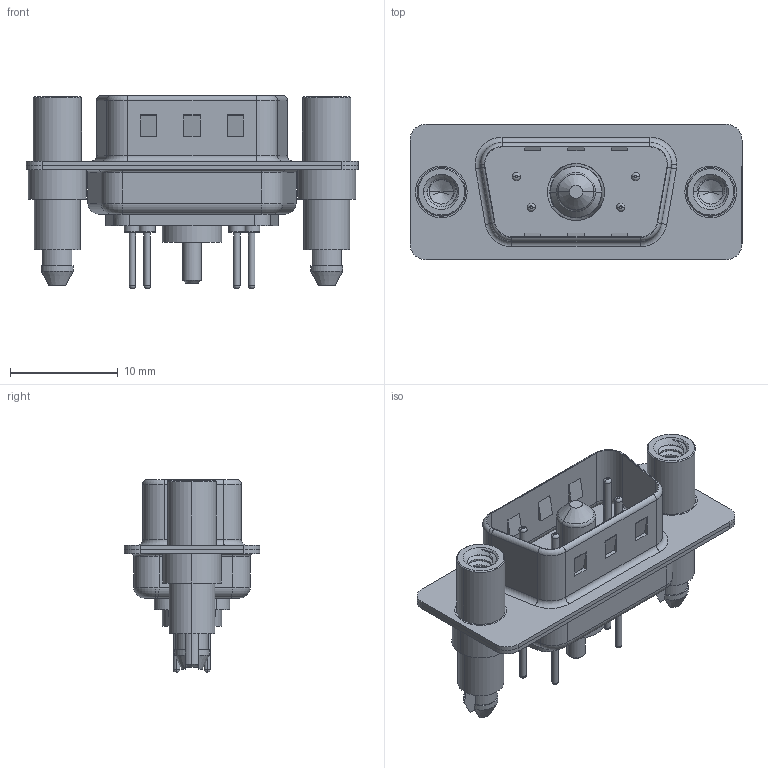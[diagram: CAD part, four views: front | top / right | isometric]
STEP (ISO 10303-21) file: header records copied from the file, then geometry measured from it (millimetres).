
FILE_DESCRIPTION (( 'STEP AP203' ), '1' );
FILE_NAME ('627-5W1-224-1T6.STEP', '2019-05-24T07:06:51', ( '' ), ( '' ), 'SwSTEP 2.0', 'SolidWorks 2016', '' );
FILE_SCHEMA (( 'CONFIG_CONTROL_DESIGN' ));
Length unit declared in the file: millimetre
Products named in the file (8): Power Pin_10A S; 627Combo Contact Row 1_24; 627Combo Contact Row 2_24; 627-5W1-224-1T6; 627Combo Housing_5W1; 627Combo Shell Rear_09 Contacts; 627Combo Shell Front_09 Contacts; 627Combo Threaded Standoff and Boardlock_6
Assembly tree (10 placements, depth 2):
  627-5W1-224-1T6
    627Combo Housing_5W1
    627Combo Shell Rear_09 Contacts
    627Combo Shell Front_09 Contacts
    627Combo Threaded Standoff and Boardlock_6  x2
    Power Pin_10A S
    627Combo Contact Row 1_24  x2
    627Combo Contact Row 2_24  x2
Bounding box: 30.8 x 12.6 x 17.9 mm (x, y, z)
Volume: 1702.8 mm3; surface area: 4004.4 mm2
Topology: 11 solids, 11 shells, 544 faces, 1266 edges, 784 vertices
Faces by surface type: cylinder 232, plane 163, torus 116, cone 25, bspline 8
Entity records: 14382 total; most frequent: CARTESIAN_POINT 3343, DIRECTION 2290, ORIENTED_EDGE 2010, EDGE_CURVE 1005, AXIS2_PLACEMENT_3D 918, VERTEX_POINT 627, EDGE_LOOP 494, CIRCLE 483
